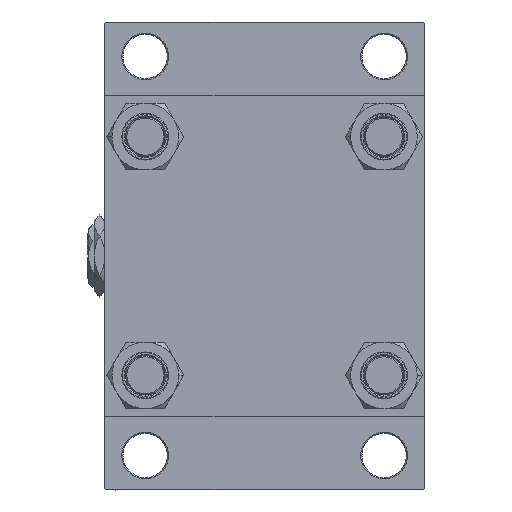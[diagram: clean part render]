
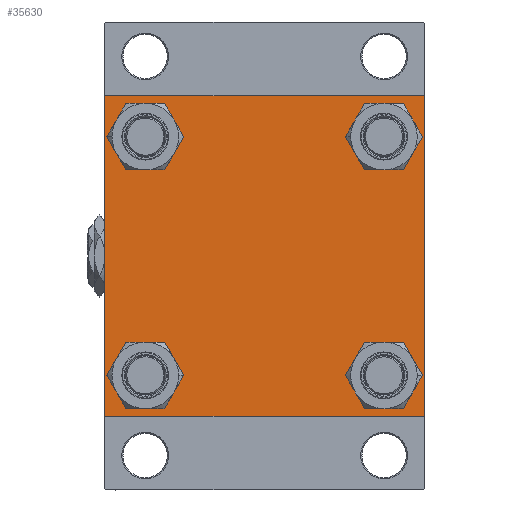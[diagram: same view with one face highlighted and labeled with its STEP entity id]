
A CAD part, left-side view. The second image highlights one B-rep face of the part: STEP entity #35630.
In plain terms, the highlighted planar face has unit normal (-1, 0, 0).
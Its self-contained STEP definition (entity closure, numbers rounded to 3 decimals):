
#502 = EDGE_CURVE ( 'NONE', #11290, #26224, #9508, .T. ) ;
#546 = AXIS2_PLACEMENT_3D ( 'NONE', #25111, #36369, #1337 ) ;
#769 = CARTESIAN_POINT ( 'NONE',  ( 0., 48.45, 48.45 ) ) ;
#836 = ORIENTED_EDGE ( 'NONE', *, *, #950, .T. ) ;
#950 = EDGE_CURVE ( 'NONE', #50266, #23335, #38769, .T. ) ;
#1337 = DIRECTION ( 'NONE',  ( 0., 0., 1. ) ) ;
#1695 = EDGE_CURVE ( 'NONE', #36971, #31469, #8219, .T. ) ;
#1827 = CARTESIAN_POINT ( 'NONE',  ( 0., -48.45, 48.45 ) ) ;
#1837 = FACE_BOUND ( 'NONE', #41904, .T. ) ;
#2378 = AXIS2_PLACEMENT_3D ( 'NONE', #13064, #5398, #44005 ) ;
#2631 = EDGE_CURVE ( 'NONE', #10911, #23335, #38785, .T. ) ;
#2887 = ORIENTED_EDGE ( 'NONE', *, *, #2631, .F. ) ;
#3037 = CARTESIAN_POINT ( 'NONE',  ( 0., 64.75, -64.75 ) ) ;
#3680 = ORIENTED_EDGE ( 'NONE', *, *, #502, .T. ) ;
#3711 = EDGE_LOOP ( 'NONE', ( #3680, #39977 ) ) ;
#4134 = ORIENTED_EDGE ( 'NONE', *, *, #43652, .T. ) ;
#4632 = ORIENTED_EDGE ( 'NONE', *, *, #47759, .T. ) ;
#5398 = DIRECTION ( 'NONE',  ( 1., 0., 0. ) ) ;
#5535 = DIRECTION ( 'NONE',  ( 0., 0., 1. ) ) ;
#5561 = EDGE_CURVE ( 'NONE', #25966, #29243, #8771, .T. ) ;
#5665 = DIRECTION ( 'NONE',  ( 0., 0., 1. ) ) ;
#5929 = FACE_BOUND ( 'NONE', #3711, .T. ) ;
#6245 = VECTOR ( 'NONE', #25547, 1000. ) ;
#6882 = LINE ( 'NONE', #30898, #32767 ) ;
#6950 = AXIS2_PLACEMENT_3D ( 'NONE', #45021, #37880, #37357 ) ;
#7118 = DIRECTION ( 'NONE',  ( 0., -1., 0. ) ) ;
#7335 = EDGE_CURVE ( 'NONE', #28736, #27086, #14554, .T. ) ;
#7537 = CIRCLE ( 'NONE', #42641, 8.5 ) ;
#8219 = LINE ( 'NONE', #27161, #38962 ) ;
#8243 = LINE ( 'NONE', #8490, #32985 ) ;
#8385 = CARTESIAN_POINT ( 'NONE',  ( 0., -48.45, -48.45 ) ) ;
#8490 = CARTESIAN_POINT ( 'NONE',  ( 0., 65., 65. ) ) ;
#8501 = DIRECTION ( 'NONE',  ( 1., 0., 0. ) ) ;
#8564 = ORIENTED_EDGE ( 'NONE', *, *, #5561, .T. ) ;
#8771 = CIRCLE ( 'NONE', #47165, 8.5 ) ;
#8913 = CIRCLE ( 'NONE', #18753, 8.5 ) ;
#9508 = CIRCLE ( 'NONE', #546, 8.5 ) ;
#9559 = LINE ( 'NONE', #29502, #18895 ) ;
#10179 = EDGE_CURVE ( 'NONE', #40689, #45775, #30398, .T. ) ;
#10602 = VERTEX_POINT ( 'NONE', #48213 ) ;
#10911 = VERTEX_POINT ( 'NONE', #21575 ) ;
#11089 = EDGE_CURVE ( 'NONE', #29243, #25966, #38954, .T. ) ;
#11290 = VERTEX_POINT ( 'NONE', #31398 ) ;
#11397 = CARTESIAN_POINT ( 'NONE',  ( 0., 48.45, 56.95 ) ) ;
#11752 = CARTESIAN_POINT ( 'NONE',  ( 0., -65., -64.5 ) ) ;
#13064 = CARTESIAN_POINT ( 'NONE',  ( 0., -48.45, -48.45 ) ) ;
#13178 = DIRECTION ( 'NONE',  ( 1., 0., 0. ) ) ;
#13575 = FACE_OUTER_BOUND ( 'NONE', #42312, .T. ) ;
#14554 = CIRCLE ( 'NONE', #21081, 8.5 ) ;
#14745 = ORIENTED_EDGE ( 'NONE', *, *, #10179, .T. ) ;
#15531 = VECTOR ( 'NONE', #24956, 1000. ) ;
#15648 = DIRECTION ( 'NONE',  ( 0., 0.707, -0.707 ) ) ;
#15817 = EDGE_LOOP ( 'NONE', ( #44821, #33294 ) ) ;
#16354 = DIRECTION ( 'NONE',  ( 1., 0., 0. ) ) ;
#17053 = DIRECTION ( 'NONE',  ( 1., 0., 0. ) ) ;
#17073 = CARTESIAN_POINT ( 'NONE',  ( 0., 48.45, 39.95 ) ) ;
#17797 = CARTESIAN_POINT ( 'NONE',  ( 0., -64.5, -65. ) ) ;
#18753 = AXIS2_PLACEMENT_3D ( 'NONE', #20747, #47571, #20494 ) ;
#18895 = VECTOR ( 'NONE', #21586, 1000. ) ;
#19348 = VECTOR ( 'NONE', #22182, 1000. ) ;
#19393 = EDGE_CURVE ( 'NONE', #48744, #10602, #24430, .T. ) ;
#19589 = CARTESIAN_POINT ( 'NONE',  ( 0., 64.5, -65. ) ) ;
#20494 = DIRECTION ( 'NONE',  ( 0., 0., 1. ) ) ;
#20747 = CARTESIAN_POINT ( 'NONE',  ( 0., 48.45, -48.45 ) ) ;
#21081 = AXIS2_PLACEMENT_3D ( 'NONE', #769, #16354, #47775 ) ;
#21530 = FACE_BOUND ( 'NONE', #41310, .T. ) ;
#21575 = CARTESIAN_POINT ( 'NONE',  ( 0., -65., 64.5 ) ) ;
#21586 = DIRECTION ( 'NONE',  ( 0., -1., 0. ) ) ;
#22182 = DIRECTION ( 'NONE',  ( 0., -0.707, 0.707 ) ) ;
#22198 = CARTESIAN_POINT ( 'NONE',  ( 0., 65., -64.5 ) ) ;
#22446 = ORIENTED_EDGE ( 'NONE', *, *, #50063, .F. ) ;
#22557 = PLANE ( 'NONE',  #6950 ) ;
#22901 = DIRECTION ( 'NONE',  ( 0., 0., 1. ) ) ;
#23335 = VERTEX_POINT ( 'NONE', #11752 ) ;
#23742 = ORIENTED_EDGE ( 'NONE', *, *, #45829, .T. ) ;
#24430 = CIRCLE ( 'NONE', #2378, 8.5 ) ;
#24700 = CARTESIAN_POINT ( 'NONE',  ( 0., -48.45, 48.45 ) ) ;
#24956 = DIRECTION ( 'NONE',  ( 0., 0.707, 0.707 ) ) ;
#25063 = ORIENTED_EDGE ( 'NONE', *, *, #33176, .T. ) ;
#25111 = CARTESIAN_POINT ( 'NONE',  ( 0., 48.45, -48.45 ) ) ;
#25470 = AXIS2_PLACEMENT_3D ( 'NONE', #44867, #41549, #22901 ) ;
#25487 = CARTESIAN_POINT ( 'NONE',  ( 0., -48.45, -39.95 ) ) ;
#25505 = ORIENTED_EDGE ( 'NONE', *, *, #1695, .T. ) ;
#25547 = DIRECTION ( 'NONE',  ( 0., -0.707, -0.707 ) ) ;
#25966 = VERTEX_POINT ( 'NONE', #46808 ) ;
#26124 = FACE_BOUND ( 'NONE', #15817, .T. ) ;
#26224 = VERTEX_POINT ( 'NONE', #31155 ) ;
#27039 = CARTESIAN_POINT ( 'NONE',  ( 0., -65., 65. ) ) ;
#27086 = VERTEX_POINT ( 'NONE', #17073 ) ;
#27161 = CARTESIAN_POINT ( 'NONE',  ( 0., 64.75, 64.75 ) ) ;
#27978 = EDGE_CURVE ( 'NONE', #27086, #28736, #40962, .T. ) ;
#28736 = VERTEX_POINT ( 'NONE', #11397 ) ;
#29243 = VERTEX_POINT ( 'NONE', #46103 ) ;
#29502 = CARTESIAN_POINT ( 'NONE',  ( 0., 65., -65. ) ) ;
#29838 = CARTESIAN_POINT ( 'NONE',  ( 0., -64.75, -64.75 ) ) ;
#30398 = LINE ( 'NONE', #3037, #6245 ) ;
#30712 = VERTEX_POINT ( 'NONE', #33222 ) ;
#30898 = CARTESIAN_POINT ( 'NONE',  ( 0., 65., 65. ) ) ;
#31155 = CARTESIAN_POINT ( 'NONE',  ( 0., 48.45, -56.95 ) ) ;
#31372 = DIRECTION ( 'NONE',  ( 0., 0., -1. ) ) ;
#31398 = CARTESIAN_POINT ( 'NONE',  ( 0., 48.45, -39.95 ) ) ;
#31469 = VERTEX_POINT ( 'NONE', #41669 ) ;
#32416 = AXIS2_PLACEMENT_3D ( 'NONE', #1827, #8501, #5665 ) ;
#32616 = LINE ( 'NONE', #45584, #15531 ) ;
#32767 = VECTOR ( 'NONE', #7118, 1000. ) ;
#32985 = VECTOR ( 'NONE', #43261, 1000. ) ;
#33176 = EDGE_CURVE ( 'NONE', #31469, #40689, #8243, .T. ) ;
#33222 = CARTESIAN_POINT ( 'NONE',  ( 0., -64.5, 65. ) ) ;
#33294 = ORIENTED_EDGE ( 'NONE', *, *, #27978, .T. ) ;
#35630 = ADVANCED_FACE ( 'NONE', ( #1837, #21530, #5929, #26124, #13575 ), #22557, .T. ) ;
#36369 = DIRECTION ( 'NONE',  ( 1., 0., 0. ) ) ;
#36971 = VERTEX_POINT ( 'NONE', #43658 ) ;
#37357 = DIRECTION ( 'NONE',  ( 0., 0., 1. ) ) ;
#37387 = VECTOR ( 'NONE', #31372, 1000. ) ;
#37880 = DIRECTION ( 'NONE',  ( -1., 0., 0. ) ) ;
#38769 = LINE ( 'NONE', #29838, #19348 ) ;
#38785 = LINE ( 'NONE', #27039, #37387 ) ;
#38954 = CIRCLE ( 'NONE', #32416, 8.5 ) ;
#38962 = VECTOR ( 'NONE', #15648, 1000. ) ;
#39199 = ORIENTED_EDGE ( 'NONE', *, *, #19393, .T. ) ;
#39977 = ORIENTED_EDGE ( 'NONE', *, *, #41395, .T. ) ;
#40689 = VERTEX_POINT ( 'NONE', #22198 ) ;
#40962 = CIRCLE ( 'NONE', #25470, 8.5 ) ;
#41310 = EDGE_LOOP ( 'NONE', ( #39199, #4632 ) ) ;
#41395 = EDGE_CURVE ( 'NONE', #26224, #11290, #8913, .T. ) ;
#41549 = DIRECTION ( 'NONE',  ( 1., 0., 0. ) ) ;
#41669 = CARTESIAN_POINT ( 'NONE',  ( 0., 65., 64.5 ) ) ;
#41904 = EDGE_LOOP ( 'NONE', ( #8564, #49266 ) ) ;
#42312 = EDGE_LOOP ( 'NONE', ( #25063, #14745, #23742, #836, #2887, #4134, #22446, #25505 ) ) ;
#42641 = AXIS2_PLACEMENT_3D ( 'NONE', #8385, #17053, #5535 ) ;
#43261 = DIRECTION ( 'NONE',  ( 0., 0., -1. ) ) ;
#43652 = EDGE_CURVE ( 'NONE', #10911, #30712, #32616, .T. ) ;
#43658 = CARTESIAN_POINT ( 'NONE',  ( 0., 64.5, 65. ) ) ;
#44005 = DIRECTION ( 'NONE',  ( 0., 0., 1. ) ) ;
#44821 = ORIENTED_EDGE ( 'NONE', *, *, #7335, .T. ) ;
#44867 = CARTESIAN_POINT ( 'NONE',  ( 0., 48.45, 48.45 ) ) ;
#45021 = CARTESIAN_POINT ( 'NONE',  ( 0., 0., 0. ) ) ;
#45584 = CARTESIAN_POINT ( 'NONE',  ( 0., -64.75, 64.75 ) ) ;
#45775 = VERTEX_POINT ( 'NONE', #19589 ) ;
#45829 = EDGE_CURVE ( 'NONE', #45775, #50266, #9559, .T. ) ;
#46103 = CARTESIAN_POINT ( 'NONE',  ( 0., -48.45, 39.95 ) ) ;
#46808 = CARTESIAN_POINT ( 'NONE',  ( 0., -48.45, 56.95 ) ) ;
#47165 = AXIS2_PLACEMENT_3D ( 'NONE', #24700, #13178, #47938 ) ;
#47571 = DIRECTION ( 'NONE',  ( 1., 0., 0. ) ) ;
#47759 = EDGE_CURVE ( 'NONE', #10602, #48744, #7537, .T. ) ;
#47775 = DIRECTION ( 'NONE',  ( 0., 0., 1. ) ) ;
#47938 = DIRECTION ( 'NONE',  ( 0., 0., 1. ) ) ;
#48213 = CARTESIAN_POINT ( 'NONE',  ( 0., -48.45, -56.95 ) ) ;
#48744 = VERTEX_POINT ( 'NONE', #25487 ) ;
#49266 = ORIENTED_EDGE ( 'NONE', *, *, #11089, .T. ) ;
#50063 = EDGE_CURVE ( 'NONE', #36971, #30712, #6882, .T. ) ;
#50266 = VERTEX_POINT ( 'NONE', #17797 ) ;
